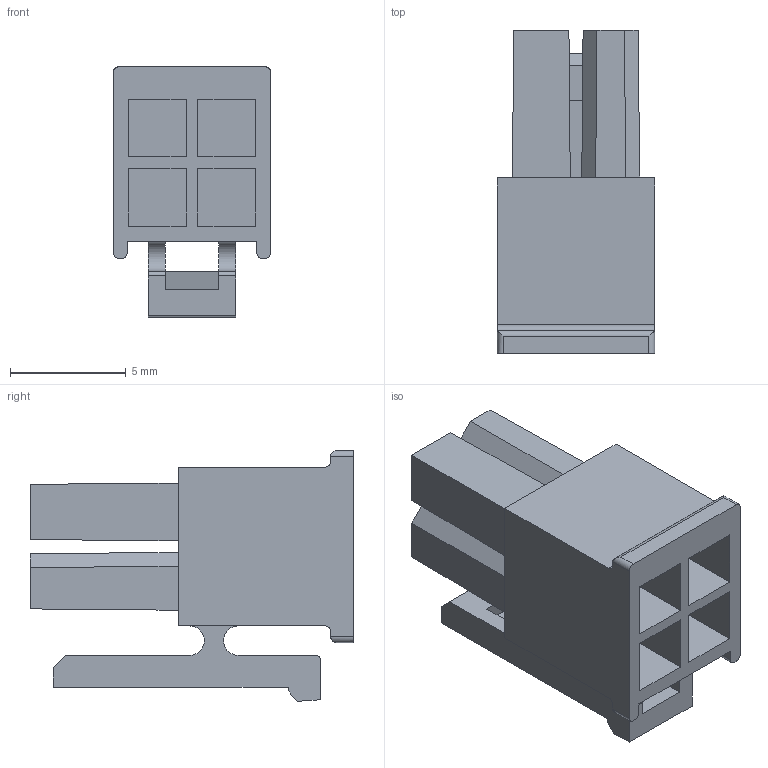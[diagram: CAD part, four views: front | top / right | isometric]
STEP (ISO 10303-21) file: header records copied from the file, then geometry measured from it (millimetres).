
FILE_DESCRIPTION(/* description */ (''),/* implementation_level */ '2;1');
FILE_NAME(/* name */ '583-04-1-2-Dummy.stp',/* time_stamp */ '2022-03-22T15:06:36+01:00',/* author */ ('Andreas.Larin'),/* organization */ (''),/* preprocessor_version */ 'ST-DEVELOPER v15.6',/* originating_system */ 'Autodesk Inventor 2015',/* authorisation */ '');
FILE_SCHEMA (('AUTOMOTIVE_DESIGN { 1 0 10303 214 3 1 1 }'));
Length unit declared in the file: millimetre
Products named in the file (1): 583-04-1-2-Dummy
Bounding box: 6.8 x 14 x 10.84 mm (x, y, z)
Volume: 375.6 mm3; surface area: 1065.6 mm2
Topology: 1 solids, 1 shells, 200 faces, 528 edges, 342 vertices
Faces by surface type: plane 182, cylinder 18
Entity records: 6077 total; most frequent: CARTESIAN_POINT 1071, ORIENTED_EDGE 1056, DIRECTION 960, EDGE_CURVE 528, LINE 498, VECTOR 498, VERTEX_POINT 342, AXIS2_PLACEMENT_3D 231
